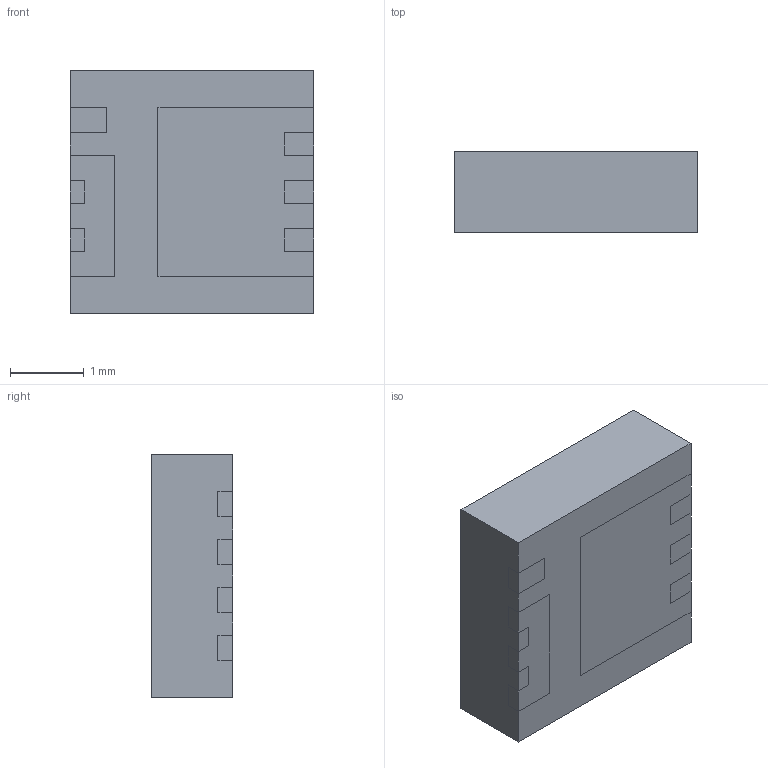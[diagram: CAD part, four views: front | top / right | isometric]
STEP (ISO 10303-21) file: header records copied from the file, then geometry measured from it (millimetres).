
FILE_DESCRIPTION (( 'STEP AP214' ), '1' );
FILE_NAME ('BSZ033NE2LS5.STEP', '2023-01-24T19:02:31', ( '' ), ( '' ), 'SwSTEP 2.0', 'SolidWorks 2021', '' );
FILE_SCHEMA (( 'AUTOMOTIVE_DESIGN' ));
Length unit declared in the file: millimetre
Products named in the file (1): BSZ033NE2LS5
Bounding box: 3.3 x 1.1 x 3.3 mm (x, y, z)
Volume: 12 mm3; surface area: 53.8 mm2
Topology: 5 solids, 5 shells, 83 faces, 216 edges, 144 vertices
Faces by surface type: plane 79, cylinder 4
Entity records: 2568 total; most frequent: CARTESIAN_POINT 444, ORIENTED_EDGE 432, DIRECTION 392, EDGE_CURVE 216, LINE 208, VECTOR 208, VERTEX_POINT 144, AXIS2_PLACEMENT_3D 92
